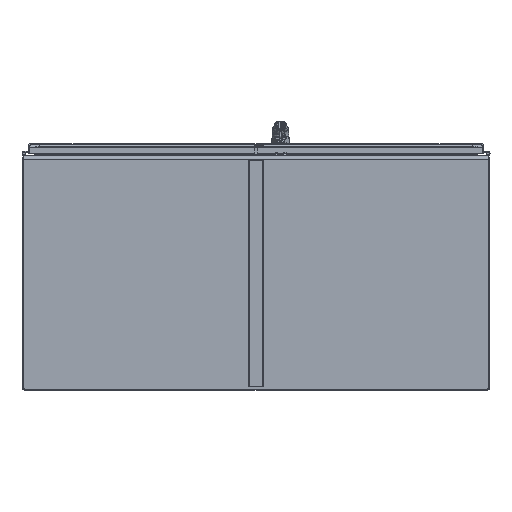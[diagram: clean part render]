
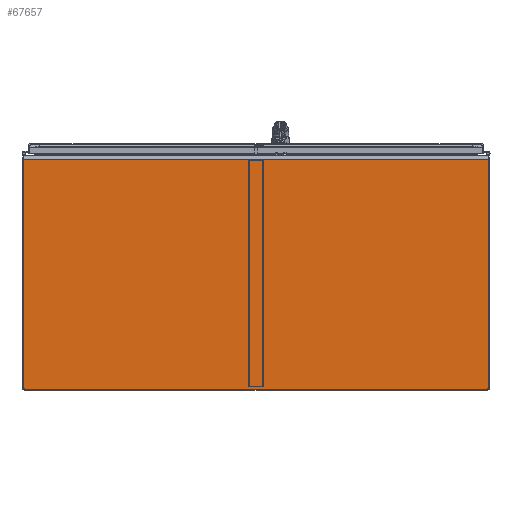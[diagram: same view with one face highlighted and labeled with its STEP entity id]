
A CAD part, front view. The second image highlights one B-rep face of the part: STEP entity #67657.
In plain terms, the highlighted face is planar.
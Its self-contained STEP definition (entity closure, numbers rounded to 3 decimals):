
#12637=PLANE('',#71950);
#14553=LINE('',#97901,#19618);
#14558=LINE('',#97917,#19623);
#14561=LINE('',#97923,#19626);
#14562=LINE('',#97924,#19627);
#19618=VECTOR('',#80230,0.394);
#19623=VECTOR('',#80251,0.394);
#19626=VECTOR('',#80256,0.394);
#19627=VECTOR('',#80257,0.394);
#24229=FACE_OUTER_BOUND('',#27156,.T.);
#27156=EDGE_LOOP('',(#55743,#55744,#55745,#55746));
#34089=VERTEX_POINT('',#97898);
#34090=VERTEX_POINT('',#97900);
#34093=VERTEX_POINT('',#97916);
#34095=VERTEX_POINT('',#97922);
#43742=EDGE_CURVE('',#34090,#34089,#14553,.T.);
#43750=EDGE_CURVE('',#34090,#34093,#14558,.T.);
#43753=EDGE_CURVE('',#34095,#34089,#14561,.T.);
#43754=EDGE_CURVE('',#34093,#34095,#14562,.T.);
#55743=ORIENTED_EDGE('',*,*,#43742,.T.);
#55744=ORIENTED_EDGE('',*,*,#43753,.F.);
#55745=ORIENTED_EDGE('',*,*,#43754,.F.);
#55746=ORIENTED_EDGE('',*,*,#43750,.F.);
#67657=ADVANCED_FACE('',(#24229),#12637,.T.);
#71950=AXIS2_PLACEMENT_3D('',#97921,#80254,#80255);
#80230=DIRECTION('',(1.,0.,0.));
#80251=DIRECTION('',(0.,1.,0.));
#80254=DIRECTION('center_axis',(0.,0.,1.));
#80255=DIRECTION('ref_axis',(1.,0.,0.));
#80256=DIRECTION('',(0.,-1.,0.));
#80257=DIRECTION('',(1.,0.,0.));
#97898=CARTESIAN_POINT('',(23.929,-11.612,0.134));
#97900=CARTESIAN_POINT('',(-23.929,-11.612,0.134));
#97901=CARTESIAN_POINT('',(-11.964,-11.612,0.134));
#97916=CARTESIAN_POINT('',(-23.929,11.996,0.134));
#97917=CARTESIAN_POINT('',(-23.929,-11.996,0.134));
#97921=CARTESIAN_POINT('Origin',(0.,0.,
0.134));
#97922=CARTESIAN_POINT('',(23.929,11.996,0.134));
#97923=CARTESIAN_POINT('',(23.929,11.996,0.134));
#97924=CARTESIAN_POINT('',(-23.929,11.996,0.134));
